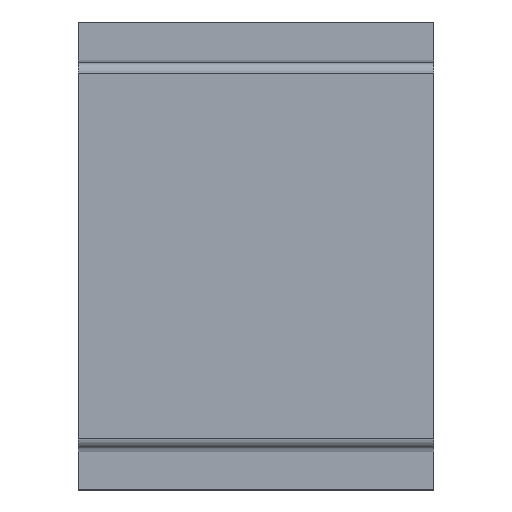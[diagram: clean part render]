
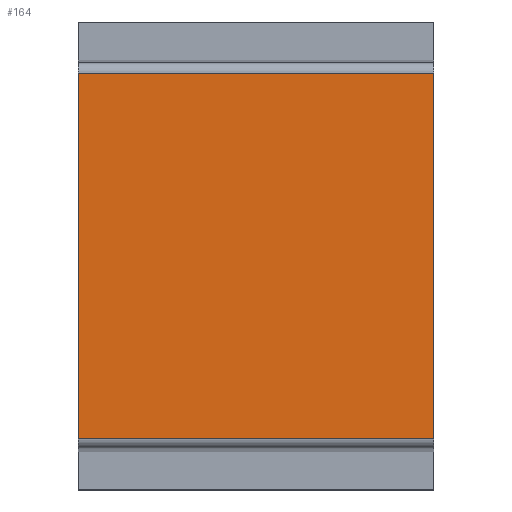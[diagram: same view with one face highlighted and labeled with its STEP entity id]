
A CAD part, top view. The second image highlights one B-rep face of the part: STEP entity #164.
In plain terms, the highlighted planar face has unit normal (0, 0, 1).
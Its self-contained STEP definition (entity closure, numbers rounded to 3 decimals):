
#125=CARTESIAN_POINT('',(44.,22.64,12.925));
#126=DIRECTION('',(0.0,0.0,1.0));
#127=DIRECTION('',(1.0,0.0,0.0));
#128=AXIS2_PLACEMENT_3D('',#125,#126,#127);
#129=PLANE('',#128);
#130=CARTESIAN_POINT('',(0.0,22.64,12.925));
#131=VERTEX_POINT('',#130);
#132=CARTESIAN_POINT('',(0.0,-22.64,12.925));
#133=VERTEX_POINT('',#132);
#134=CARTESIAN_POINT('',(0.0,22.64,12.925));
#135=DIRECTION('',(0.0,-1.0,0.0));
#136=VECTOR('',#135,45.279);
#137=LINE('',#134,#136);
#138=EDGE_CURVE('',#131,#133,#137,.T.);
#139=ORIENTED_EDGE('',*,*,#138,.T.);
#140=CARTESIAN_POINT('',(44.,-22.64,12.925));
#141=VERTEX_POINT('',#140);
#142=CARTESIAN_POINT('',(44.,-22.64,12.925));
#143=DIRECTION('',(-1.0,0.0,0.0));
#144=VECTOR('',#143,44.);
#145=LINE('',#142,#144);
#146=EDGE_CURVE('',#141,#133,#145,.T.);
#147=ORIENTED_EDGE('',*,*,#146,.F.);
#148=CARTESIAN_POINT('',(44.,22.64,12.925));
#149=VERTEX_POINT('',#148);
#150=CARTESIAN_POINT('',(44.,-22.64,12.925));
#151=DIRECTION('',(0.0,1.0,0.0));
#152=VECTOR('',#151,45.279);
#153=LINE('',#150,#152);
#154=EDGE_CURVE('',#141,#149,#153,.T.);
#155=ORIENTED_EDGE('',*,*,#154,.T.);
#156=CARTESIAN_POINT('',(44.,22.64,12.925));
#157=DIRECTION('',(-1.0,0.0,0.0));
#158=VECTOR('',#157,44.);
#159=LINE('',#156,#158);
#160=EDGE_CURVE('',#149,#131,#159,.T.);
#161=ORIENTED_EDGE('',*,*,#160,.T.);
#162=EDGE_LOOP('',(#139,#147,#155,#161));
#163=FACE_OUTER_BOUND('',#162,.T.);
#164=ADVANCED_FACE('',(#163),#129,.T.);
